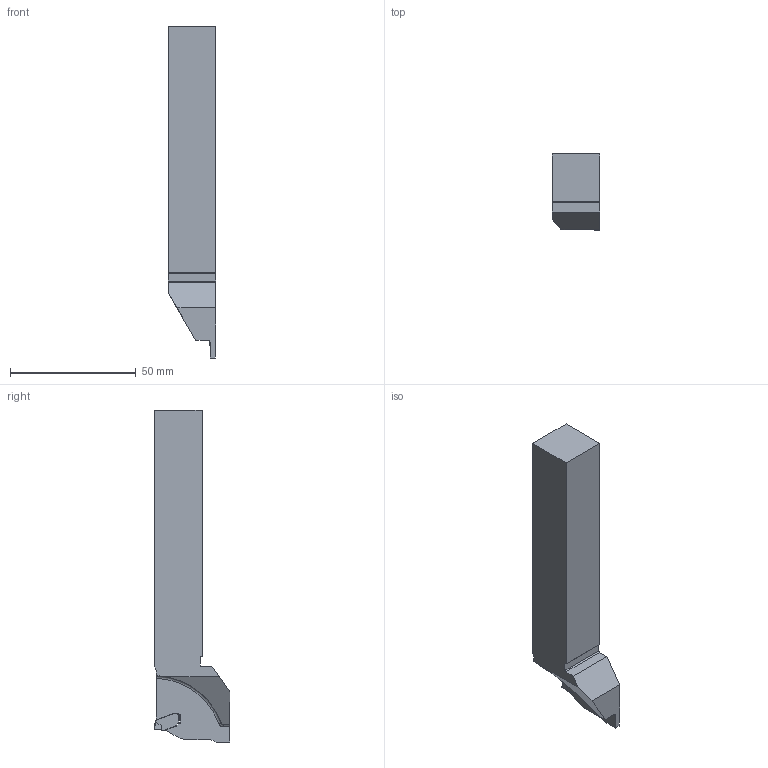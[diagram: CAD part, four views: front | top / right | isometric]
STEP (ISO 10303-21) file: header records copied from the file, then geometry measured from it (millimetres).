
FILE_DESCRIPTION(/* description */ (''),/* implementation_level */ '2;1');
FILE_NAME(/* name */ 'TOOLASSEMBLY_1.STP',/* time_stamp */ '2023-11-06T13:08:04+01:00',/* author */ (''),/* organization */ ('SMS'),/* preprocessor_version */ 'ST-DEVELOPER v16.7',/* originating_system */ 'SIEMENS PLM Software NX 12.0',/* authorisation */ '');
FILE_SCHEMA (('AUTOMOTIVE_DESIGN { 1 0 10303 214 3 1 1 1 }'));
Length unit declared in the file: millimetre
Products named in the file (4): ASSEMBLY_CONSTRUCTION; CUT_20231106130711; NOCUT_20231106130639; TOOLASSEMBLY_1
Assembly tree (3 placements, depth 2):
  TOOLASSEMBLY_1
    NOCUT_20231106130639
    CUT_20231106130711
    ASSEMBLY_CONSTRUCTION
Bounding box: 18.98 x 30.08 x 132 mm (x, y, z)
Volume: 42230.6 mm3; surface area: 10900.8 mm2
Topology: 2 solids, 2 shells, 92 faces, 257 edges, 173 vertices
Faces by surface type: plane 43, cylinder 31, extrusion 14, torus 4
Entity records: 3430 total; most frequent: CARTESIAN_POINT 871, ORIENTED_EDGE 512, DIRECTION 503, EDGE_CURVE 256, AXIS2_PLACEMENT_3D 169, VERTEX_POINT 168, VECTOR 165, LINE 151
